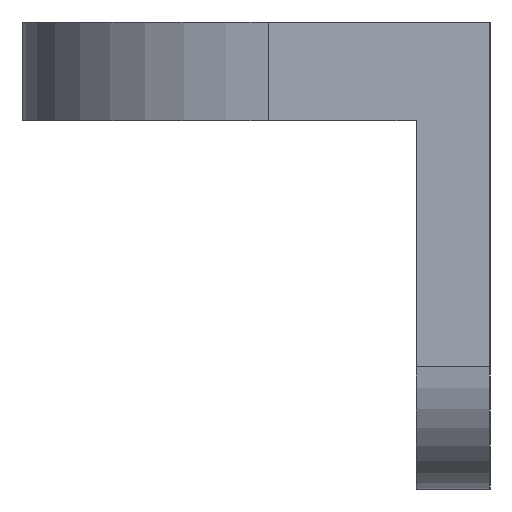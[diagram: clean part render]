
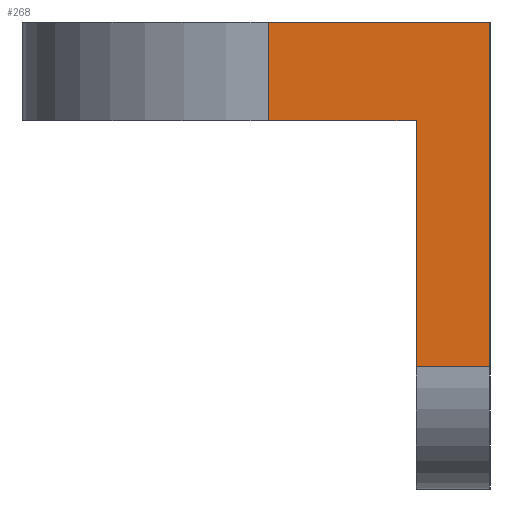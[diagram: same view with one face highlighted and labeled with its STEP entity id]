
A CAD part, left-side view. The second image highlights one B-rep face of the part: STEP entity #268.
In plain terms, the highlighted planar face has unit normal (-1, 0, 0).
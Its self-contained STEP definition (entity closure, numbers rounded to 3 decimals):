
#25=PLANE('',#307);
#38=FACE_OUTER_BOUND('',#56,.T.);
#56=EDGE_LOOP('',(#235,#236,#237,#238,#239,#240));
#72=LINE('',#438,#96);
#74=LINE('',#442,#98);
#76=LINE('',#448,#100);
#80=LINE('',#456,#104);
#81=LINE('',#459,#105);
#82=LINE('',#460,#106);
#96=VECTOR('',#360,10.);
#98=VECTOR('',#364,10.);
#100=VECTOR('',#370,10.);
#104=VECTOR('',#378,10.);
#105=VECTOR('',#381,10.);
#106=VECTOR('',#382,10.);
#135=VERTEX_POINT('',#434);
#136=VERTEX_POINT('',#436);
#137=VERTEX_POINT('',#440);
#139=VERTEX_POINT('',#446);
#141=VERTEX_POINT('',#454);
#142=VERTEX_POINT('',#458);
#166=EDGE_CURVE('',#135,#136,#72,.T.);
#168=EDGE_CURVE('',#137,#136,#74,.T.);
#171=EDGE_CURVE('',#139,#137,#76,.T.);
#175=EDGE_CURVE('',#141,#135,#80,.T.);
#176=EDGE_CURVE('',#142,#141,#81,.T.);
#177=EDGE_CURVE('',#142,#139,#82,.T.);
#235=ORIENTED_EDGE('',*,*,#176,.T.);
#236=ORIENTED_EDGE('',*,*,#175,.T.);
#237=ORIENTED_EDGE('',*,*,#166,.T.);
#238=ORIENTED_EDGE('',*,*,#168,.F.);
#239=ORIENTED_EDGE('',*,*,#171,.F.);
#240=ORIENTED_EDGE('',*,*,#177,.F.);
#268=ADVANCED_FACE('',(#38),#25,.T.);
#307=AXIS2_PLACEMENT_3D('',#457,#379,#380);
#360=DIRECTION('',(0.,0.,-1.));
#364=DIRECTION('',(0.,1.,0.));
#370=DIRECTION('',(0.,0.,1.));
#378=DIRECTION('',(0.,1.,0.));
#379=DIRECTION('center_axis',(-1.,0.,0.));
#380=DIRECTION('ref_axis',(0.,0.,1.));
#381=DIRECTION('',(0.,0.,1.));
#382=DIRECTION('',(0.,1.,0.));
#434=CARTESIAN_POINT('',(0.,9.,19.));
#436=CARTESIAN_POINT('',(0.,9.,15.));
#438=CARTESIAN_POINT('',(0.,9.,19.));
#440=CARTESIAN_POINT('',(0.,3.,15.));
#442=CARTESIAN_POINT('',(0.,19.,15.));
#446=CARTESIAN_POINT('',(0.,3.,5.));
#448=CARTESIAN_POINT('',(0.,3.,0.));
#454=CARTESIAN_POINT('',(0.,0.,19.));
#456=CARTESIAN_POINT('',(0.,0.,19.));
#457=CARTESIAN_POINT('Origin',(0.,0.,5.));
#458=CARTESIAN_POINT('',(0.,0.,5.));
#459=CARTESIAN_POINT('',(0.,0.,0.));
#460=CARTESIAN_POINT('',(0.,0.,5.));
